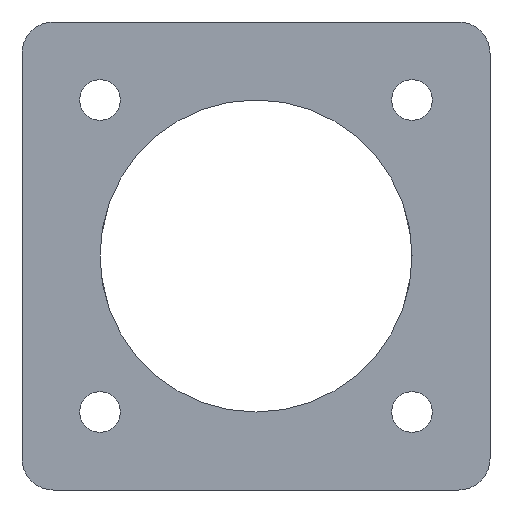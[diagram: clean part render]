
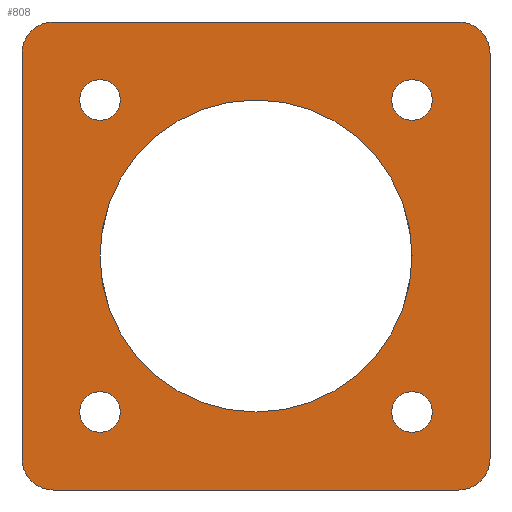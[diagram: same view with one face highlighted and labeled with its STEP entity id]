
A CAD part, front view. The second image highlights one B-rep face of the part: STEP entity #808.
In plain terms, the highlighted planar face has unit normal (0, -1, 0).
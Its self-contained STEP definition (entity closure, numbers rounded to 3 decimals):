
#40=PLANE('',#891);
#61=FACE_BOUND('',#168,.T.);
#62=FACE_BOUND('',#169,.T.);
#63=FACE_BOUND('',#170,.T.);
#64=FACE_BOUND('',#171,.T.);
#65=FACE_BOUND('',#172,.T.);
#106=FACE_OUTER_BOUND('',#167,.T.);
#167=EDGE_LOOP('',(#740,#741,#742,#743,#744,#745,#746,#747));
#168=EDGE_LOOP('',(#748));
#169=EDGE_LOOP('',(#749));
#170=EDGE_LOOP('',(#750));
#171=EDGE_LOOP('',(#751));
#172=EDGE_LOOP('',(#752));
#185=LINE('',#1214,#261);
#199=LINE('',#1258,#275);
#202=LINE('',#1266,#278);
#252=LINE('',#1396,#328);
#261=VECTOR('',#924,10.);
#275=VECTOR('',#960,10.);
#278=VECTOR('',#969,10.);
#328=VECTOR('',#1105,10.);
#331=CIRCLE('',#828,10.);
#333=CIRCLE('',#831,2.);
#342=CIRCLE('',#843,2.);
#343=CIRCLE('',#846,2.);
#344=CIRCLE('',#849,2.);
#349=CIRCLE('',#865,1.3);
#350=CIRCLE('',#867,1.3);
#355=CIRCLE('',#883,1.3);
#356=CIRCLE('',#885,1.3);
#363=VERTEX_POINT('',#1194);
#365=VERTEX_POINT('',#1201);
#366=VERTEX_POINT('',#1202);
#370=VERTEX_POINT('',#1212);
#388=VERTEX_POINT('',#1252);
#389=VERTEX_POINT('',#1256);
#390=VERTEX_POINT('',#1260);
#391=VERTEX_POINT('',#1261);
#392=VERTEX_POINT('',#1268);
#413=VERTEX_POINT('',#1330);
#414=VERTEX_POINT('',#1334);
#427=VERTEX_POINT('',#1380);
#428=VERTEX_POINT('',#1384);
#437=EDGE_CURVE('',#363,#363,#331,.T.);
#441=EDGE_CURVE('',#365,#366,#333,.T.);
#447=EDGE_CURVE('',#365,#370,#185,.T.);
#466=EDGE_CURVE('',#388,#370,#342,.T.);
#469=EDGE_CURVE('',#388,#389,#199,.T.);
#470=EDGE_CURVE('',#390,#391,#343,.T.);
#473=EDGE_CURVE('',#390,#366,#202,.T.);
#474=EDGE_CURVE('',#392,#389,#344,.T.);
#504=EDGE_CURVE('',#413,#413,#349,.T.);
#506=EDGE_CURVE('',#414,#414,#350,.T.);
#528=EDGE_CURVE('',#427,#427,#355,.T.);
#530=EDGE_CURVE('',#428,#428,#356,.T.);
#536=EDGE_CURVE('',#392,#391,#252,.T.);
#740=ORIENTED_EDGE('',*,*,#441,.F.);
#741=ORIENTED_EDGE('',*,*,#447,.T.);
#742=ORIENTED_EDGE('',*,*,#466,.F.);
#743=ORIENTED_EDGE('',*,*,#469,.T.);
#744=ORIENTED_EDGE('',*,*,#474,.F.);
#745=ORIENTED_EDGE('',*,*,#536,.T.);
#746=ORIENTED_EDGE('',*,*,#470,.F.);
#747=ORIENTED_EDGE('',*,*,#473,.T.);
#748=ORIENTED_EDGE('',*,*,#437,.T.);
#749=ORIENTED_EDGE('',*,*,#504,.T.);
#750=ORIENTED_EDGE('',*,*,#506,.T.);
#751=ORIENTED_EDGE('',*,*,#530,.T.);
#752=ORIENTED_EDGE('',*,*,#528,.T.);
#808=ADVANCED_FACE('',(#106,#61,#62,#63,#64,#65),#40,.T.);
#828=AXIS2_PLACEMENT_3D('',#1195,#906,#907);
#831=AXIS2_PLACEMENT_3D('',#1203,#914,#915);
#843=AXIS2_PLACEMENT_3D('',#1253,#954,#955);
#846=AXIS2_PLACEMENT_3D('',#1262,#963,#964);
#849=AXIS2_PLACEMENT_3D('',#1269,#972,#973);
#865=AXIS2_PLACEMENT_3D('',#1331,#1029,#1030);
#867=AXIS2_PLACEMENT_3D('',#1335,#1034,#1035);
#883=AXIS2_PLACEMENT_3D('',#1381,#1083,#1084);
#885=AXIS2_PLACEMENT_3D('',#1385,#1088,#1089);
#891=AXIS2_PLACEMENT_3D('',#1397,#1106,#1107);
#906=DIRECTION('center_axis',(0.,1.,0.));
#907=DIRECTION('ref_axis',(1.,0.,0.));
#914=DIRECTION('center_axis',(0.,1.,0.));
#915=DIRECTION('ref_axis',(-0.707,0.,-0.707));
#924=DIRECTION('',(1.,0.,0.));
#954=DIRECTION('center_axis',(0.,1.,0.));
#955=DIRECTION('ref_axis',(0.707,0.,-0.707));
#960=DIRECTION('',(0.,0.,1.));
#963=DIRECTION('center_axis',(0.,1.,0.));
#964=DIRECTION('ref_axis',(-0.707,0.,0.707));
#969=DIRECTION('',(0.,0.,-1.));
#972=DIRECTION('center_axis',(0.,1.,0.));
#973=DIRECTION('ref_axis',(0.707,0.,0.707));
#1029=DIRECTION('center_axis',(0.,1.,0.));
#1030=DIRECTION('ref_axis',(1.,0.,0.));
#1034=DIRECTION('center_axis',(0.,1.,0.));
#1035=DIRECTION('ref_axis',(1.,0.,0.));
#1083=DIRECTION('center_axis',(0.,1.,0.));
#1084=DIRECTION('ref_axis',(1.,0.,0.));
#1088=DIRECTION('center_axis',(0.,1.,0.));
#1089=DIRECTION('ref_axis',(1.,0.,0.));
#1105=DIRECTION('',(-1.,0.,0.));
#1106=DIRECTION('center_axis',(0.,-1.,0.));
#1107=DIRECTION('ref_axis',(1.,0.,0.));
#1194=CARTESIAN_POINT('',(-206.09,37.,211.579));
#1195=CARTESIAN_POINT('Origin',(-196.09,37.,211.579));
#1201=CARTESIAN_POINT('',(-209.09,37.,196.579));
#1202=CARTESIAN_POINT('',(-211.09,37.,198.579));
#1203=CARTESIAN_POINT('Origin',(-209.09,37.,198.579));
#1212=CARTESIAN_POINT('',(-183.09,37.,196.579));
#1214=CARTESIAN_POINT('',(-211.09,37.,196.579));
#1252=CARTESIAN_POINT('',(-181.09,37.,198.579));
#1253=CARTESIAN_POINT('Origin',(-183.09,37.,198.579));
#1256=CARTESIAN_POINT('',(-181.09,37.,224.579));
#1258=CARTESIAN_POINT('',(-181.09,37.,196.579));
#1260=CARTESIAN_POINT('',(-211.09,37.,224.579));
#1261=CARTESIAN_POINT('',(-209.09,37.,226.579));
#1262=CARTESIAN_POINT('Origin',(-209.09,37.,224.579));
#1266=CARTESIAN_POINT('',(-211.09,37.,226.579));
#1268=CARTESIAN_POINT('',(-183.09,37.,226.579));
#1269=CARTESIAN_POINT('Origin',(-183.09,37.,224.579));
#1330=CARTESIAN_POINT('',(-207.39,37.,221.579));
#1331=CARTESIAN_POINT('Origin',(-206.09,37.,221.579));
#1334=CARTESIAN_POINT('',(-187.39,37.,221.579));
#1335=CARTESIAN_POINT('Origin',(-186.09,37.,221.579));
#1380=CARTESIAN_POINT('',(-207.39,37.,201.579));
#1381=CARTESIAN_POINT('Origin',(-206.09,37.,201.579));
#1384=CARTESIAN_POINT('',(-187.39,37.,201.579));
#1385=CARTESIAN_POINT('Origin',(-186.09,37.,201.579));
#1396=CARTESIAN_POINT('',(-181.09,37.,226.579));
#1397=CARTESIAN_POINT('Origin',(-196.09,37.,211.579));
